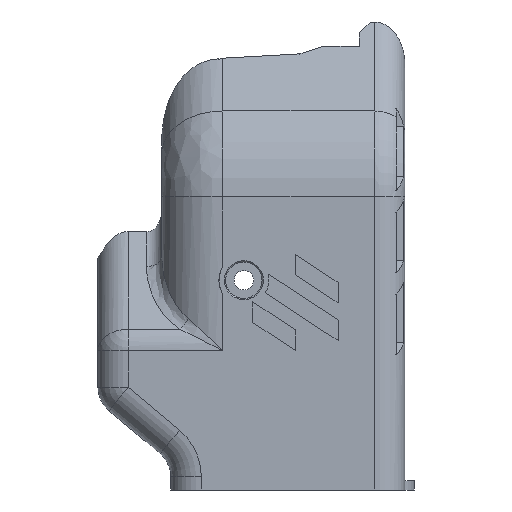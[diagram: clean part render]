
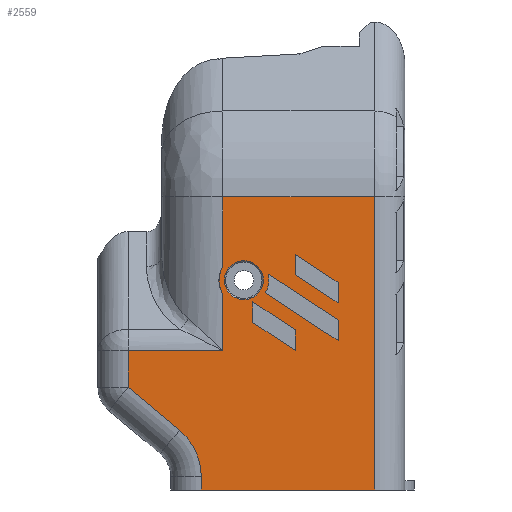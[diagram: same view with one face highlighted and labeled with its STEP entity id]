
A CAD part, left-side view. The second image highlights one B-rep face of the part: STEP entity #2559.
In plain terms, the highlighted planar face has unit normal (-1, 0, 0).
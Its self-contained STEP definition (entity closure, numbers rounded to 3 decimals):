
#104=LINE('',#3816,#338);
#105=LINE('',#3818,#339);
#106=LINE('',#3822,#340);
#107=LINE('',#3824,#341);
#108=LINE('',#3826,#342);
#109=LINE('',#3828,#343);
#110=LINE('',#3832,#344);
#111=LINE('',#3834,#345);
#112=LINE('',#3835,#346);
#113=LINE('',#3838,#347);
#114=LINE('',#3840,#348);
#115=LINE('',#3842,#349);
#116=LINE('',#3843,#350);
#117=LINE('',#3848,#351);
#118=LINE('',#3850,#352);
#119=LINE('',#3851,#353);
#120=LINE('',#3854,#354);
#121=LINE('',#3856,#355);
#122=LINE('',#3858,#356);
#123=LINE('',#3859,#357);
#338=VECTOR('',#3035,10.);
#339=VECTOR('',#3036,25.287);
#340=VECTOR('',#3039,25.287);
#341=VECTOR('',#3040,15.5);
#342=VECTOR('',#3041,6.028);
#343=VECTOR('',#3042,11.002);
#344=VECTOR('',#3045,2.168);
#345=VECTOR('',#3046,28.5);
#346=VECTOR('',#3047,48.216);
#347=VECTOR('',#3048,8.391);
#348=VECTOR('',#3049,3.37);
#349=VECTOR('',#3050,8.391);
#350=VECTOR('',#3051,3.37);
#351=VECTOR('',#3054,16.782);
#352=VECTOR('',#3055,3.37);
#353=VECTOR('',#3056,16.783);
#354=VECTOR('',#3057,8.391);
#355=VECTOR('',#3058,3.37);
#356=VECTOR('',#3059,8.391);
#357=VECTOR('',#3060,3.37);
#621=FACE_BOUND('',#791,.T.);
#622=FACE_BOUND('',#792,.T.);
#623=FACE_BOUND('',#793,.T.);
#624=FACE_BOUND('',#794,.T.);
#640=FACE_OUTER_BOUND('',#790,.T.);
#790=EDGE_LOOP('',(#1714,#1715,#1716,#1717,#1718,#1719,#1720,#1721,#1722,
#1723,#1724));
#791=EDGE_LOOP('',(#1725,#1726,#1727,#1728));
#792=EDGE_LOOP('',(#1729,#1730,#1731,#1732));
#793=EDGE_LOOP('',(#1733,#1734,#1735,#1736));
#794=EDGE_LOOP('',(#1737));
#952=CIRCLE('',#2731,3.2);
#954=CIRCLE('',#2734,4.1);
#955=CIRCLE('',#2735,10.);
#956=CIRCLE('',#2736,4.1);
#1051=VERTEX_POINT('',#3808);
#1053=VERTEX_POINT('',#3814);
#1054=VERTEX_POINT('',#3815);
#1055=VERTEX_POINT('',#3817);
#1056=VERTEX_POINT('',#3819);
#1057=VERTEX_POINT('',#3821);
#1058=VERTEX_POINT('',#3823);
#1059=VERTEX_POINT('',#3825);
#1060=VERTEX_POINT('',#3827);
#1061=VERTEX_POINT('',#3829);
#1062=VERTEX_POINT('',#3831);
#1063=VERTEX_POINT('',#3833);
#1064=VERTEX_POINT('',#3836);
#1065=VERTEX_POINT('',#3837);
#1066=VERTEX_POINT('',#3839);
#1067=VERTEX_POINT('',#3841);
#1068=VERTEX_POINT('',#3844);
#1069=VERTEX_POINT('',#3845);
#1070=VERTEX_POINT('',#3847);
#1071=VERTEX_POINT('',#3849);
#1072=VERTEX_POINT('',#3852);
#1073=VERTEX_POINT('',#3853);
#1074=VERTEX_POINT('',#3855);
#1075=VERTEX_POINT('',#3857);
#1304=EDGE_CURVE('',#1051,#1051,#952,.T.);
#1307=EDGE_CURVE('',#1053,#1054,#104,.T.);
#1308=EDGE_CURVE('',#1054,#1055,#105,.T.);
#1309=EDGE_CURVE('',#1055,#1056,#954,.T.);
#1310=EDGE_CURVE('',#1056,#1057,#106,.T.);
#1311=EDGE_CURVE('',#1057,#1058,#107,.T.);
#1312=EDGE_CURVE('',#1058,#1059,#108,.T.);
#1313=EDGE_CURVE('',#1059,#1060,#109,.T.);
#1314=EDGE_CURVE('',#1060,#1061,#955,.T.);
#1315=EDGE_CURVE('',#1061,#1062,#110,.T.);
#1316=EDGE_CURVE('',#1062,#1063,#111,.T.);
#1317=EDGE_CURVE('',#1063,#1053,#112,.T.);
#1318=EDGE_CURVE('',#1064,#1065,#113,.T.);
#1319=EDGE_CURVE('',#1065,#1066,#114,.T.);
#1320=EDGE_CURVE('',#1066,#1067,#115,.T.);
#1321=EDGE_CURVE('',#1067,#1064,#116,.T.);
#1322=EDGE_CURVE('',#1068,#1069,#956,.T.);
#1323=EDGE_CURVE('',#1070,#1069,#117,.T.);
#1324=EDGE_CURVE('',#1070,#1071,#118,.T.);
#1325=EDGE_CURVE('',#1071,#1068,#119,.T.);
#1326=EDGE_CURVE('',#1072,#1073,#120,.T.);
#1327=EDGE_CURVE('',#1073,#1074,#121,.T.);
#1328=EDGE_CURVE('',#1075,#1074,#122,.T.);
#1329=EDGE_CURVE('',#1075,#1072,#123,.T.);
#1714=ORIENTED_EDGE('',*,*,#1307,.T.);
#1715=ORIENTED_EDGE('',*,*,#1308,.T.);
#1716=ORIENTED_EDGE('',*,*,#1309,.T.);
#1717=ORIENTED_EDGE('',*,*,#1310,.T.);
#1718=ORIENTED_EDGE('',*,*,#1311,.T.);
#1719=ORIENTED_EDGE('',*,*,#1312,.T.);
#1720=ORIENTED_EDGE('',*,*,#1313,.T.);
#1721=ORIENTED_EDGE('',*,*,#1314,.T.);
#1722=ORIENTED_EDGE('',*,*,#1315,.T.);
#1723=ORIENTED_EDGE('',*,*,#1316,.T.);
#1724=ORIENTED_EDGE('',*,*,#1317,.T.);
#1725=ORIENTED_EDGE('',*,*,#1318,.T.);
#1726=ORIENTED_EDGE('',*,*,#1319,.T.);
#1727=ORIENTED_EDGE('',*,*,#1320,.T.);
#1728=ORIENTED_EDGE('',*,*,#1321,.T.);
#1729=ORIENTED_EDGE('',*,*,#1322,.T.);
#1730=ORIENTED_EDGE('',*,*,#1323,.F.);
#1731=ORIENTED_EDGE('',*,*,#1324,.T.);
#1732=ORIENTED_EDGE('',*,*,#1325,.T.);
#1733=ORIENTED_EDGE('',*,*,#1326,.T.);
#1734=ORIENTED_EDGE('',*,*,#1327,.T.);
#1735=ORIENTED_EDGE('',*,*,#1328,.F.);
#1736=ORIENTED_EDGE('',*,*,#1329,.T.);
#1737=ORIENTED_EDGE('',*,*,#1304,.F.);
#2480=PLANE('',#2733);
#2559=ADVANCED_FACE('',(#640,#621,#622,#623,#624),#2480,.F.);
#2731=AXIS2_PLACEMENT_3D('',#3809,#3028,#3029);
#2733=AXIS2_PLACEMENT_3D('',#3813,#3033,#3034);
#2734=AXIS2_PLACEMENT_3D('',#3820,#3037,#3038);
#2735=AXIS2_PLACEMENT_3D('',#3830,#3043,#3044);
#2736=AXIS2_PLACEMENT_3D('',#3846,#3052,#3053);
#3028=DIRECTION('center_axis',(-1.,0.,0.));
#3029=DIRECTION('ref_axis',(0.,-1.,0.));
#3033=DIRECTION('center_axis',(1.,0.,0.));
#3034=DIRECTION('ref_axis',(0.,-1.,0.));
#3035=DIRECTION('',(0.,1.,0.));
#3036=DIRECTION('',(0.,0.,-1.));
#3037=DIRECTION('center_axis',(-1.,0.,0.));
#3038=DIRECTION('ref_axis',(0.,-1.,0.));
#3039=DIRECTION('',(0.,0.,-1.));
#3040=DIRECTION('',(0.,1.,0.));
#3041=DIRECTION('',(0.,0.,-1.));
#3042=DIRECTION('',(0.,-0.766,-0.643));
#3043=DIRECTION('center_axis',(1.,0.,0.));
#3044=DIRECTION('ref_axis',(0.,-1.,0.));
#3045=DIRECTION('',(0.,0.,-1.));
#3046=DIRECTION('',(0.,-1.,0.));
#3047=DIRECTION('',(0.,0.,1.));
#3048=DIRECTION('',(0.,-0.836,-0.549));
#3049=DIRECTION('',(0.,0.,-1.));
#3050=DIRECTION('',(0.,0.836,0.549));
#3051=DIRECTION('',(0.,0.,1.));
#3052=DIRECTION('center_axis',(-1.,0.,0.));
#3053=DIRECTION('ref_axis',(0.,-1.,0.));
#3054=DIRECTION('',(0.,0.836,0.549));
#3055=DIRECTION('',(0.,0.,-1.));
#3056=DIRECTION('',(0.,0.836,0.549));
#3057=DIRECTION('',(0.,-0.836,-0.549));
#3058=DIRECTION('',(0.,0.,-1.));
#3059=DIRECTION('',(0.,-0.836,-0.549));
#3060=DIRECTION('',(0.,0.,1.));
#3808=CARTESIAN_POINT('',(-28.,26.7,34.52));
#3809=CARTESIAN_POINT('Origin',(-28.,23.5,34.52));
#3813=CARTESIAN_POINT('Origin',(-28.,15.5,1.5));
#3814=CARTESIAN_POINT('',(-28.,2.,48.216));
#3815=CARTESIAN_POINT('',(-28.,27.,48.216));
#3816=CARTESIAN_POINT('',(-28.,21.25,48.216));
#3817=CARTESIAN_POINT('',(-28.,27.,36.655));
#3818=CARTESIAN_POINT('',(-28.,27.,48.216));
#3819=CARTESIAN_POINT('',(-28.,27.,32.384));
#3820=CARTESIAN_POINT('Origin',(-28.,23.5,34.52));
#3821=CARTESIAN_POINT('',(-28.,27.,22.929));
#3822=CARTESIAN_POINT('',(-28.,27.,48.216));
#3823=CARTESIAN_POINT('',(-28.,42.5,22.929));
#3824=CARTESIAN_POINT('',(-28.,27.,22.929));
#3825=CARTESIAN_POINT('',(-28.,42.5,16.901));
#3826=CARTESIAN_POINT('',(-28.,42.5,22.929));
#3827=CARTESIAN_POINT('',(-28.,34.072,9.829));
#3828=CARTESIAN_POINT('',(-28.,42.5,16.901));
#3829=CARTESIAN_POINT('',(-28.,30.5,2.168));
#3830=CARTESIAN_POINT('Origin',(-28.,40.5,2.168));
#3831=CARTESIAN_POINT('',(-28.,30.5,0.));
#3832=CARTESIAN_POINT('',(-28.,30.5,2.168));
#3833=CARTESIAN_POINT('',(-28.,2.,0.));
#3834=CARTESIAN_POINT('',(-28.,30.5,0.));
#3835=CARTESIAN_POINT('',(-28.,2.,0.));
#3836=CARTESIAN_POINT('',(-28.,22.028,30.954));
#3837=CARTESIAN_POINT('',(-28.,15.016,26.346));
#3838=CARTESIAN_POINT('',(-28.,22.028,30.954));
#3839=CARTESIAN_POINT('',(-28.,15.016,22.976));
#3840=CARTESIAN_POINT('',(-28.,15.016,26.346));
#3841=CARTESIAN_POINT('',(-28.,22.028,27.585));
#3842=CARTESIAN_POINT('',(-28.,15.016,22.976));
#3843=CARTESIAN_POINT('',(-28.,22.028,27.585));
#3844=CARTESIAN_POINT('',(-28.,19.967,32.439));
#3845=CARTESIAN_POINT('',(-28.,19.523,35.517));
#3846=CARTESIAN_POINT('Origin',(-28.,23.5,34.52));
#3847=CARTESIAN_POINT('',(-28.,8.004,27.945));
#3848=CARTESIAN_POINT('',(-28.,8.004,27.945));
#3849=CARTESIAN_POINT('',(-28.,8.004,24.575));
#3850=CARTESIAN_POINT('',(-28.,8.004,27.945));
#3851=CARTESIAN_POINT('',(-28.,8.004,24.575));
#3852=CARTESIAN_POINT('',(-28.,15.016,38.764));
#3853=CARTESIAN_POINT('',(-28.,8.004,34.154));
#3854=CARTESIAN_POINT('',(-28.,15.016,38.764));
#3855=CARTESIAN_POINT('',(-28.,8.004,30.784));
#3856=CARTESIAN_POINT('',(-28.,8.004,34.154));
#3857=CARTESIAN_POINT('',(-28.,15.016,35.394));
#3858=CARTESIAN_POINT('',(-28.,15.016,35.394));
#3859=CARTESIAN_POINT('',(-28.,15.016,35.394));
